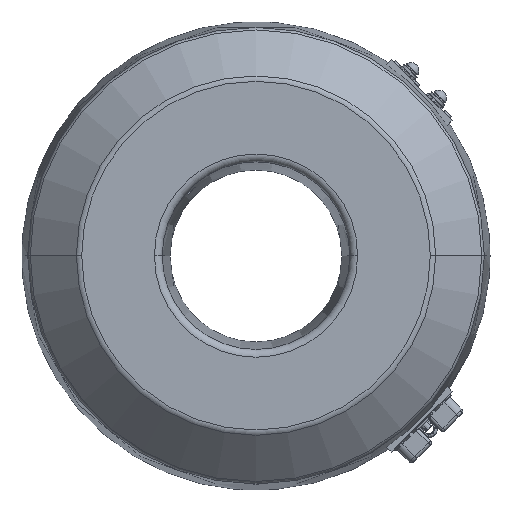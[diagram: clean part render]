
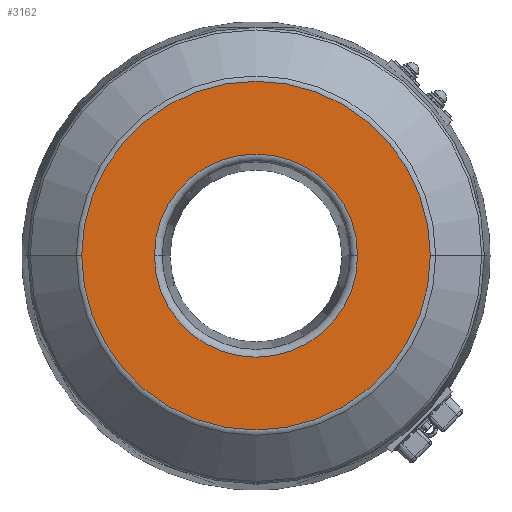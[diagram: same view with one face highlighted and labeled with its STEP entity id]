
A CAD part, top view. The second image highlights one B-rep face of the part: STEP entity #3162.
In plain terms, the highlighted planar face has unit normal (0, 0, 1).
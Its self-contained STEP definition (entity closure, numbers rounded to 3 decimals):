
#782 = ORIENTED_EDGE ( 'NONE', *, *, #7131, .T. ) ;
#783 = ORIENTED_EDGE ( 'NONE', *, *, #7161, .T. ) ;
#785 = ORIENTED_EDGE ( 'NONE', *, *, #4698, .T. ) ;
#791 = ORIENTED_EDGE ( 'NONE', *, *, #4703, .T. ) ;
#2040 = FACE_BOUND ( 'NONE', #7509, .T. ) ;
#2049 = FACE_OUTER_BOUND ( 'NONE', #7520, .T. ) ;
#2457 = CIRCLE ( 'NONE', #8705, 111.544 ) ;
#2474 = CIRCLE ( 'NONE', #8726, 65.025 ) ;
#3162 = ADVANCED_FACE ( 'NONE', ( #2049, #2040 ), #10459, .T. ) ;
#4698 = EDGE_CURVE ( 'NONE', #12265, #12269, #2457, .T. ) ;
#4703 = EDGE_CURVE ( 'NONE', #12273, #12236, #2474, .T. ) ;
#6428 = CIRCLE ( 'NONE', #8821, 65.025 ) ;
#6430 = CIRCLE ( 'NONE', #8820, 111.544 ) ;
#7131 = EDGE_CURVE ( 'NONE', #12236, #12273, #6428, .T. ) ;
#7161 = EDGE_CURVE ( 'NONE', #12269, #12265, #6430, .T. ) ;
#7509 = EDGE_LOOP ( 'NONE', ( #791, #782 ) ) ;
#7520 = EDGE_LOOP ( 'NONE', ( #783, #785 ) ) ;
#8032 = DIRECTION ( 'NONE',  ( 1., 0., 0. ) ) ;
#8033 = DIRECTION ( 'NONE',  ( 0., 0., -1. ) ) ;
#8048 = CARTESIAN_POINT ( 'NONE',  ( 0., 0., 130. ) ) ;
#8184 = DIRECTION ( 'NONE',  ( 1., 0., 0. ) ) ;
#8194 = DIRECTION ( 'NONE',  ( 0., 0., 1. ) ) ;
#8201 = CARTESIAN_POINT ( 'NONE',  ( 0., 0., 130. ) ) ;
#8705 = AXIS2_PLACEMENT_3D ( 'NONE', #11439, #11471, #11468 ) ;
#8726 = AXIS2_PLACEMENT_3D ( 'NONE', #11466, #11449, #11443 ) ;
#8820 = AXIS2_PLACEMENT_3D ( 'NONE', #8201, #8194, #8184 ) ;
#8821 = AXIS2_PLACEMENT_3D ( 'NONE', #8048, #8033, #8032 ) ;
#9487 = AXIS2_PLACEMENT_3D ( 'NONE', #10464, #10443, #10460 ) ;
#10443 = DIRECTION ( 'NONE',  ( 0., 0., 1. ) ) ;
#10459 = PLANE ( 'NONE',  #9487 ) ;
#10460 = DIRECTION ( 'NONE',  ( 1., 0., 0. ) ) ;
#10464 = CARTESIAN_POINT ( 'NONE',  ( 0., 0., 130. ) ) ;
#11439 = CARTESIAN_POINT ( 'NONE',  ( 0., 0., 130. ) ) ;
#11443 = DIRECTION ( 'NONE',  ( 1., 0., 0. ) ) ;
#11449 = DIRECTION ( 'NONE',  ( 0., 0., -1. ) ) ;
#11466 = CARTESIAN_POINT ( 'NONE',  ( 0., 0., 130. ) ) ;
#11468 = DIRECTION ( 'NONE',  ( 1., 0., 0. ) ) ;
#11471 = DIRECTION ( 'NONE',  ( 0., 0., 1. ) ) ;
#12236 = VERTEX_POINT ( 'NONE', #13316 ) ;
#12265 = VERTEX_POINT ( 'NONE', #13373 ) ;
#12269 = VERTEX_POINT ( 'NONE', #13359 ) ;
#12273 = VERTEX_POINT ( 'NONE', #13402 ) ;
#13316 = CARTESIAN_POINT ( 'NONE',  ( -65.025, 0., 130. ) ) ;
#13359 = CARTESIAN_POINT ( 'NONE',  ( 111.544, 0., 130. ) ) ;
#13373 = CARTESIAN_POINT ( 'NONE',  ( -111.544, 0., 130. ) ) ;
#13402 = CARTESIAN_POINT ( 'NONE',  ( 65.025, 0., 130. ) ) ;
